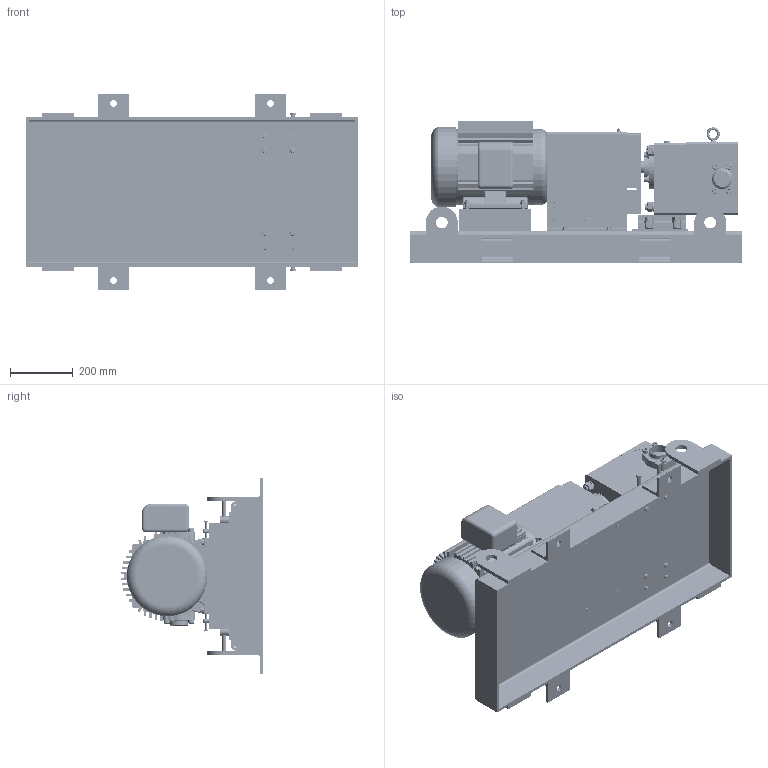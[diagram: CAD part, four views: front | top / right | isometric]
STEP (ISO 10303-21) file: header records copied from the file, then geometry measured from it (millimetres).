
FILE_DESCRIPTION (( 'STEP AP214' ), '1' );
FILE_NAME ('GPV-1420-060-U.STEP', '2019-10-03T15:24:03', ( '' ), ( '' ), 'SwSTEP 2.0', 'SolidWorks 2018', '' );
FILE_SCHEMA (( 'AUTOMOTIVE_DESIGN' ));
Length unit declared in the file: inch
Products named in the file (1): GPV-1420-060-U
Bounding box: 1060.45 x 450.59 x 628.65 mm (x, y, z)
Volume: 52679027.9 mm3; surface area: 5175398.4 mm2
Topology: 133 solids, 133 shells, 5738 faces, 13912 edges, 8693 vertices
Faces by surface type: plane 2566, cylinder 1664, cone 919, bspline 485, torus 94, sphere 10
Entity records: 224486 total; most frequent: CARTESIAN_POINT 75130, ORIENTED_EDGE 27728, DIRECTION 26883, EDGE_CURVE 13864, AXIS2_PLACEMENT_3D 9732, VERTEX_POINT 8693, LINE 7419, VECTOR 7419
